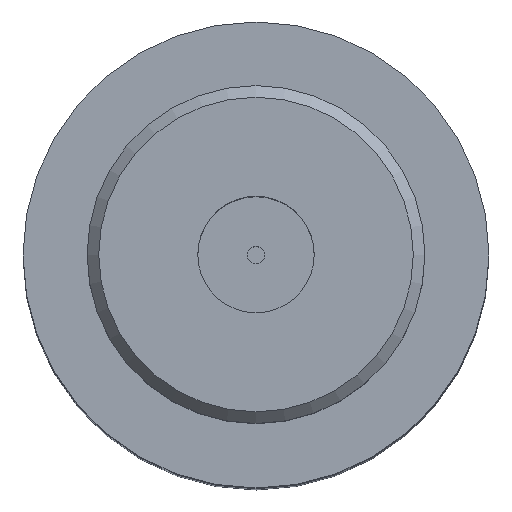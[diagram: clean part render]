
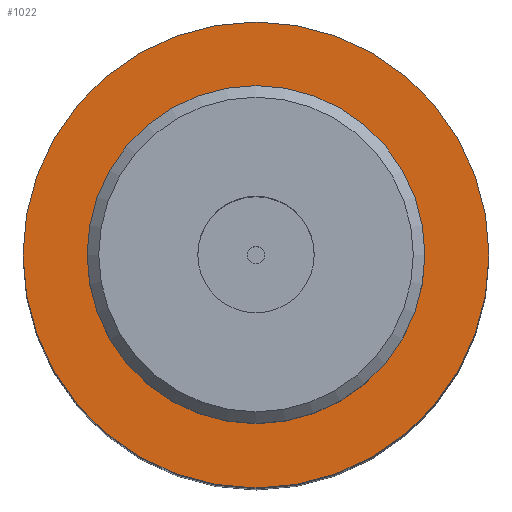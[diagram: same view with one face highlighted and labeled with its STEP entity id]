
A CAD part, top view. The second image highlights one B-rep face of the part: STEP entity #1022.
In plain terms, the highlighted planar face has unit normal (0, 0, 1).
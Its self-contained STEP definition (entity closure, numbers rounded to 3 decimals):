
#40=PLANE('',#1093);
#84=ORIENTED_EDGE('',*,*,#205,.F.);
#85=ORIENTED_EDGE('',*,*,#206,.F.);
#86=ORIENTED_EDGE('',*,*,#207,.F.);
#87=ORIENTED_EDGE('',*,*,#204,.T.);
#204=EDGE_CURVE('',#267,#267,#326,.T.);
#205=EDGE_CURVE('',#268,#268,#327,.T.);
#206=EDGE_CURVE('',#269,#269,#328,.T.);
#207=EDGE_CURVE('',#270,#270,#329,.T.);
#267=VERTEX_POINT('',#1448);
#268=VERTEX_POINT('',#1451);
#269=VERTEX_POINT('',#1453);
#270=VERTEX_POINT('',#1455);
#326=CIRCLE('',#1092,1.8);
#327=CIRCLE('',#1094,4.);
#328=CIRCLE('',#1095,0.4);
#329=CIRCLE('',#1096,0.4);
#387=EDGE_LOOP('',(#84));
#388=EDGE_LOOP('',(#85));
#389=EDGE_LOOP('',(#86));
#390=EDGE_LOOP('',(#87));
#495=FACE_BOUND('',#387,.T.);
#496=FACE_BOUND('',#388,.T.);
#497=FACE_BOUND('',#389,.T.);
#498=FACE_BOUND('',#390,.T.);
#1022=ADVANCED_FACE('',(#495,#496,#497,#498),#40,.F.);
#1092=AXIS2_PLACEMENT_3D('',#1447,#1221,#1222);
#1093=AXIS2_PLACEMENT_3D('',#1449,#1223,#1224);
#1094=AXIS2_PLACEMENT_3D('',#1450,#1225,#1226);
#1095=AXIS2_PLACEMENT_3D('',#1452,#1227,#1228);
#1096=AXIS2_PLACEMENT_3D('',#1454,#1229,#1230);
#1221=DIRECTION('',(0.,0.,-1.));
#1222=DIRECTION('',(-1.,0.,0.));
#1223=DIRECTION('',(0.,0.,-1.));
#1224=DIRECTION('',(-1.,0.,0.));
#1225=DIRECTION('',(0.,0.,-1.));
#1226=DIRECTION('',(-1.,0.,0.));
#1227=DIRECTION('',(0.,0.,1.));
#1228=DIRECTION('',(1.,0.,0.));
#1229=DIRECTION('',(0.,0.,1.));
#1230=DIRECTION('',(1.,0.,0.));
#1447=CARTESIAN_POINT('',(0.,0.,-4.5));
#1448=CARTESIAN_POINT('',(-1.8,0.,-4.5));
#1449=CARTESIAN_POINT('',(0.,1.8,-4.5));
#1450=CARTESIAN_POINT('',(0.,0.,-4.5));
#1451=CARTESIAN_POINT('',(-4.,0.,-4.5));
#1452=CARTESIAN_POINT('',(-2.4,0.,-4.5));
#1453=CARTESIAN_POINT('',(-2.,0.,-4.5));
#1454=CARTESIAN_POINT('',(2.4,0.,-4.5));
#1455=CARTESIAN_POINT('',(2.8,0.,-4.5));
